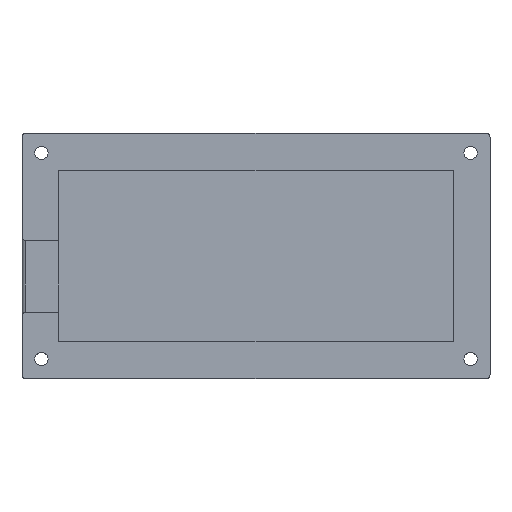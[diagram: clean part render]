
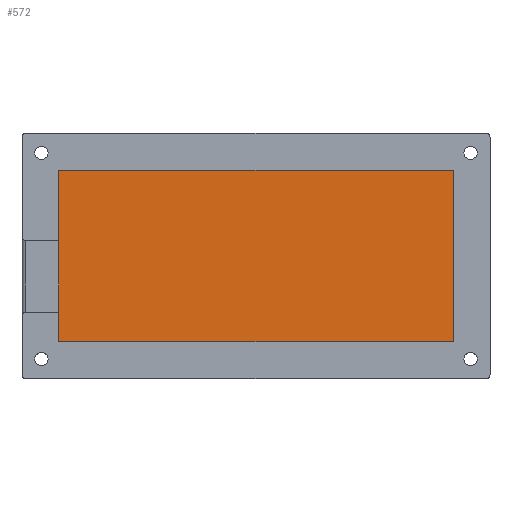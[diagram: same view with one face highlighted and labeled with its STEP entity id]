
A CAD part, top view. The second image highlights one B-rep face of the part: STEP entity #572.
In plain terms, the highlighted planar face has unit normal (0, 0, 1).
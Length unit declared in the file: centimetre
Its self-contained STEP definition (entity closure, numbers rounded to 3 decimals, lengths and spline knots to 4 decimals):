
#59=FACE_OUTER_BOUND('',#96,.T.);
#96=EDGE_LOOP('',(#463,#464,#465,#466));
#157=LINE('',#946,#208);
#158=LINE('',#948,#209);
#159=LINE('',#950,#210);
#160=LINE('',#951,#211);
#208=VECTOR('',#766,1.);
#209=VECTOR('',#767,1.);
#210=VECTOR('',#768,1.);
#211=VECTOR('',#769,1.);
#286=VERTEX_POINT('',#944);
#287=VERTEX_POINT('',#945);
#288=VERTEX_POINT('',#947);
#289=VERTEX_POINT('',#949);
#353=EDGE_CURVE('',#286,#287,#157,.T.);
#354=EDGE_CURVE('',#288,#286,#158,.T.);
#355=EDGE_CURVE('',#289,#288,#159,.T.);
#356=EDGE_CURVE('',#287,#289,#160,.T.);
#463=ORIENTED_EDGE('',*,*,#353,.F.);
#464=ORIENTED_EDGE('',*,*,#354,.F.);
#465=ORIENTED_EDGE('',*,*,#355,.F.);
#466=ORIENTED_EDGE('',*,*,#356,.F.);
#547=PLANE('',#635);
#572=ADVANCED_FACE('',(#59),#547,.T.);
#635=AXIS2_PLACEMENT_3D('',#943,#764,#765);
#764=DIRECTION('center_axis',(0.,0.,1.));
#765=DIRECTION('ref_axis',(1.,0.,0.));
#766=DIRECTION('',(-1.,0.,0.));
#767=DIRECTION('',(0.,-1.,0.));
#768=DIRECTION('',(1.,0.,0.));
#769=DIRECTION('',(0.,1.,0.));
#943=CARTESIAN_POINT('Origin',(2.5693,0.2989,0.3));
#944=CARTESIAN_POINT('',(7.6386,-1.9022,0.3));
#945=CARTESIAN_POINT('',(-2.5,-1.9022,0.3));
#946=CARTESIAN_POINT('',(5.104,-1.9022,0.3));
#947=CARTESIAN_POINT('',(7.6386,2.5,0.3));
#948=CARTESIAN_POINT('',(7.6386,1.3995,0.3));
#949=CARTESIAN_POINT('',(-2.5,2.5,0.3));
#950=CARTESIAN_POINT('',(0.0347,2.5,0.3));
#951=CARTESIAN_POINT('',(-2.5,-0.8017,0.3));
